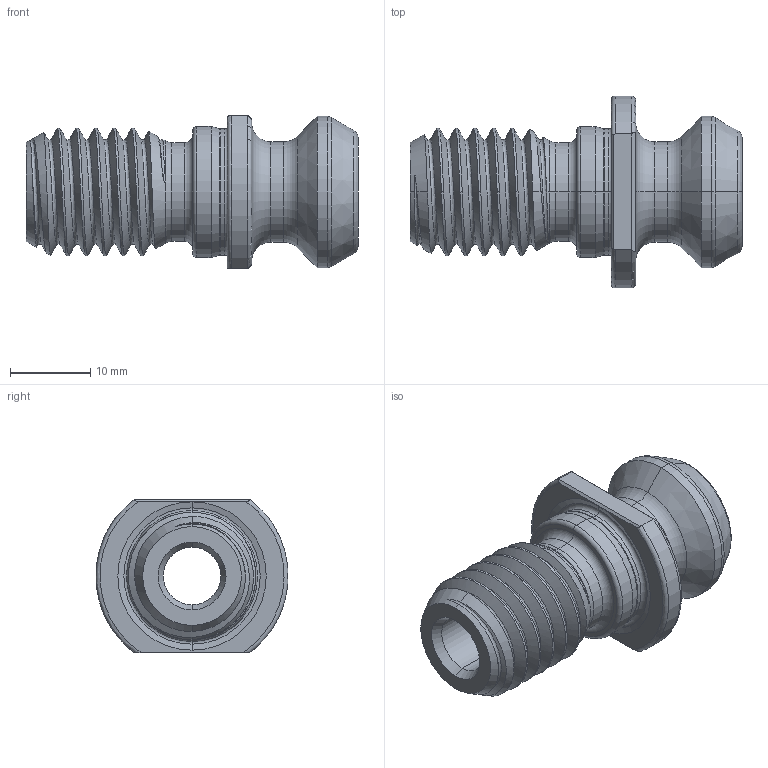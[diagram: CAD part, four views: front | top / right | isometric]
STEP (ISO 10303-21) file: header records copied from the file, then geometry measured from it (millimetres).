
FILE_DESCRIPTION (( 'STEP AP214' ), '1' );
FILE_NAME ('40TRK--MF.STEP', '2022-03-17T02:37:02', ( '' ), ( '' ), 'SwSTEP 2.0', 'SolidWorks 2021', '' );
FILE_SCHEMA (( 'AUTOMOTIVE_DESIGN' ));
Length unit declared in the file: millimetre
Products named in the file (1): 40TRK--MF
Bounding box: 41.26 x 23.85 x 19.05 mm (x, y, z)
Volume: 6016.3 mm3; surface area: 4118.5 mm2
Topology: 1 solids, 1 shells, 79 faces, 182 edges, 108 vertices
Faces by surface type: cylinder 25, torus 22, cone 19, plane 10, bspline 3
Entity records: 5308 total; most frequent: CARTESIAN_POINT 2691, DIRECTION 366, ORIENTED_EDGE 364, EDGE_CURVE 182, AXIS2_PLACEMENT_3D 157, VERTEX_POINT 108, EDGE_LOOP 84, UNCERTAINTY_MEASURE_WITH_UNIT 82
